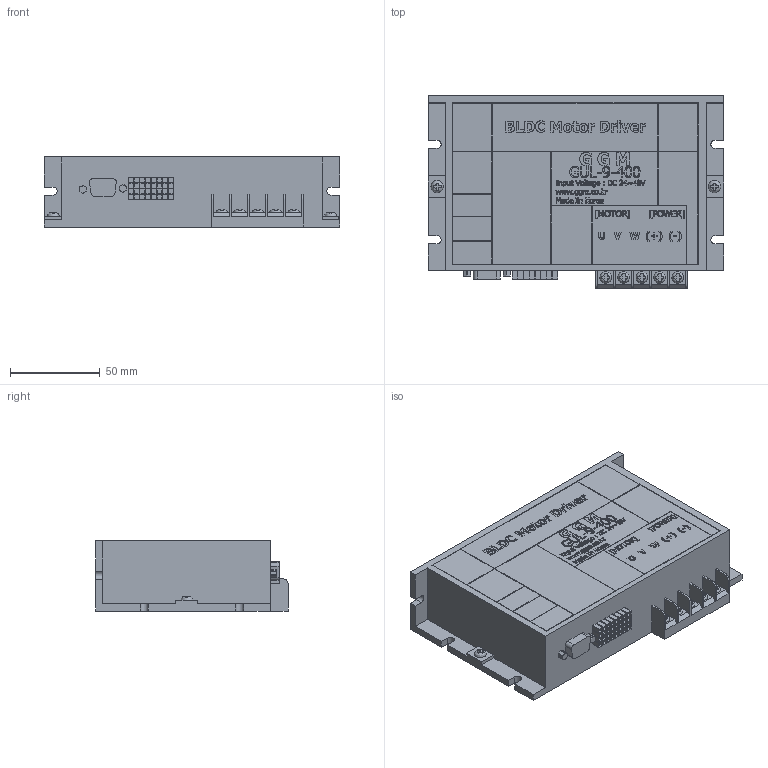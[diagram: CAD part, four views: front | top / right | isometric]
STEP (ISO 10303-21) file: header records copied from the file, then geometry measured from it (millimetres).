
FILE_DESCRIPTION((''),'2;1');
FILE_NAME('GUL-9-400_3D.stp','2019-03-15T16:44:02',('AHN'),(''),'Autodesk Inventor 2009','Autodesk Inventor 2009','');
FILE_SCHEMA(('AUTOMOTIVE_DESIGN { 1 0 10303 214 1 1 1 1 }'));
Length unit declared in the file: millimetre
Products named in the file (1): GUL-9-400_3D
Bounding box: 164 x 107 x 39 mm (x, y, z)
Volume: 561580.4 mm3; surface area: 63596.7 mm2
Topology: 1 solids, 1 shells, 2031 faces, 5418 edges, 3609 vertices
Faces by surface type: plane 1397, bspline 614, cylinder 15, torus 5
Entity records: 65963 total; most frequent: CARTESIAN_POINT 19525, ORIENTED_EDGE 10808, DIRECTION 7053, EDGE_CURVE 5404, VECTOR 4075, LINE 4075, VERTEX_POINT 3602, EDGE_LOOP 2258
